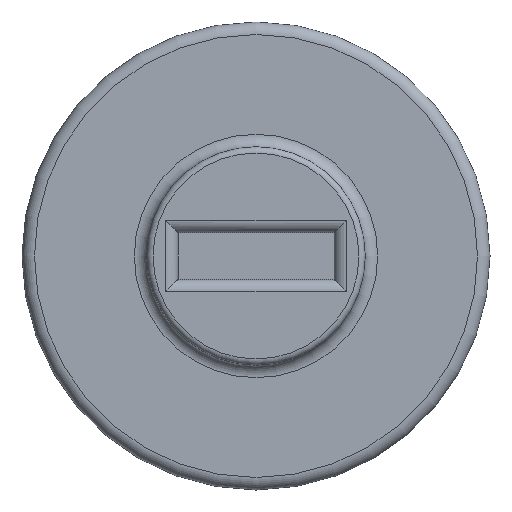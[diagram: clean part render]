
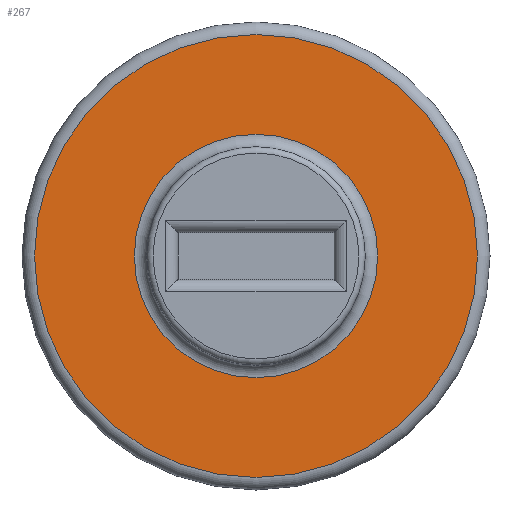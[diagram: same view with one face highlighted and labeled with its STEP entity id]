
A CAD part, front view. The second image highlights one B-rep face of the part: STEP entity #267.
In plain terms, the highlighted planar face has unit normal (0, -1, 0).
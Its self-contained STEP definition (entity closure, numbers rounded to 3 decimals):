
#19=FACE_BOUND('',#61,.T.);
#25=PLANE('',#305);
#42=FACE_OUTER_BOUND('',#60,.T.);
#60=EDGE_LOOP('',(#203));
#61=EDGE_LOOP('',(#204));
#119=CIRCLE('',#304,3.55);
#120=CIRCLE('',#306,1.95);
#132=VERTEX_POINT('',#439);
#133=VERTEX_POINT('',#443);
#158=EDGE_CURVE('',#132,#132,#119,.T.);
#159=EDGE_CURVE('',#133,#133,#120,.T.);
#203=ORIENTED_EDGE('',*,*,#158,.F.);
#204=ORIENTED_EDGE('',*,*,#159,.F.);
#267=ADVANCED_FACE('',(#42,#19),#25,.F.);
#304=AXIS2_PLACEMENT_3D('',#441,#353,#354);
#305=AXIS2_PLACEMENT_3D('',#442,#355,#356);
#306=AXIS2_PLACEMENT_3D('',#444,#357,#358);
#353=DIRECTION('center_axis',(0.,1.,0.));
#354=DIRECTION('ref_axis',(-1.,0.,0.));
#355=DIRECTION('center_axis',(0.,1.,0.));
#356=DIRECTION('ref_axis',(-1.,0.,0.));
#357=DIRECTION('center_axis',(0.,-1.,0.));
#358=DIRECTION('ref_axis',(1.,0.,0.));
#439=CARTESIAN_POINT('',(0.,3.5,-3.55));
#441=CARTESIAN_POINT('Origin',(0.,3.5,0.));
#442=CARTESIAN_POINT('Origin',(0.,3.5,0.));
#443=CARTESIAN_POINT('',(0.,3.5,-1.95));
#444=CARTESIAN_POINT('Origin',(0.,3.5,0.));
